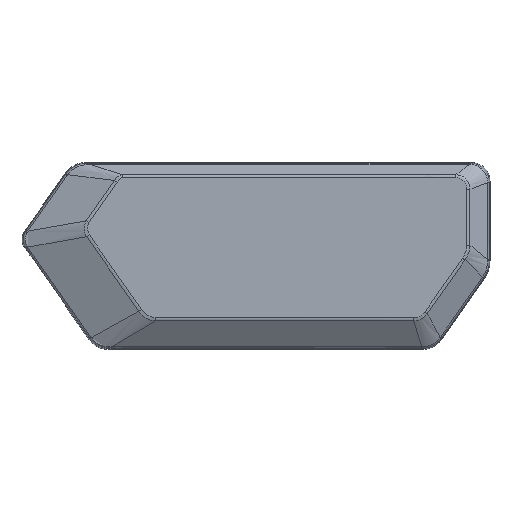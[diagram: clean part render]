
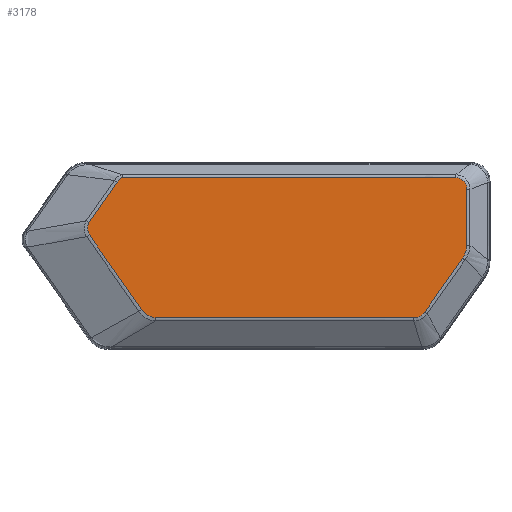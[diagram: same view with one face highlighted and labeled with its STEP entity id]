
A CAD part, front view. The second image highlights one B-rep face of the part: STEP entity #3178.
In plain terms, the highlighted planar face has unit normal (0, -1, 0).
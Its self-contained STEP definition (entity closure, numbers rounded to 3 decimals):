
#504=PLANE('',#3378);
#625=FACE_OUTER_BOUND('',#827,.T.);
#827=EDGE_LOOP('',(#2482,#2483,#2484,#2485,#2486,#2487,#2488,#2489,#2490,
#2491,#2492,#2493));
#1005=B_SPLINE_CURVE_WITH_KNOTS('',3,(#5723,#5724,#5725,#5726),
 .UNSPECIFIED.,.F.,.F.,(4,4),(-0.01,1.192),
 .UNSPECIFIED.);
#1010=B_SPLINE_CURVE_WITH_KNOTS('',3,(#5768,#5769,#5770,#5771),
 .UNSPECIFIED.,.F.,.F.,(4,4),(1.192,1.49),
 .UNSPECIFIED.);
#1013=B_SPLINE_CURVE_WITH_KNOTS('',3,(#5798,#5799,#5800,#5801),
 .UNSPECIFIED.,.F.,.F.,(4,4),(1.49,2.904),
 .UNSPECIFIED.);
#1016=B_SPLINE_CURVE_WITH_KNOTS('',3,(#5828,#5829,#5830,#5831),
 .UNSPECIFIED.,.F.,.F.,(4,4),(2.904,3.182),
 .UNSPECIFIED.);
#1019=B_SPLINE_CURVE_WITH_KNOTS('',3,(#5888,#5889,#5890,#5891,#5892,#5893,
#5894,#5895,#5896,#5897),.UNSPECIFIED.,.F.,.F.,(4,1,1,1,1,1,1,4),(3.182,
5.558,7.142,7.934,8.331,8.529,
8.628,8.727),.UNSPECIFIED.);
#1022=B_SPLINE_CURVE_WITH_KNOTS('',3,(#5934,#5935,#5936,#5937,#5938,#5939),
 .UNSPECIFIED.,.F.,.F.,(4,1,1,4),(8.727,8.831,8.883,
9.09),.UNSPECIFIED.);
#1025=B_SPLINE_CURVE_WITH_KNOTS('',3,(#5986,#5987,#5988,#5989,#5990,#5991,
#5992,#5993),.UNSPECIFIED.,.F.,.F.,(4,1,1,1,1,4),(9.09,9.928,
10.486,10.765,10.905,11.045),
 .UNSPECIFIED.);
#1028=B_SPLINE_CURVE_WITH_KNOTS('',3,(#6030,#6031,#6032,#6033,#6034,#6035),
 .UNSPECIFIED.,.F.,.F.,(4,1,1,4),(11.045,11.169,11.251,
11.334),.UNSPECIFIED.);
#1031=B_SPLINE_CURVE_WITH_KNOTS('',3,(#6102,#6103,#6104,#6105,#6106,#6107,
#6108,#6109,#6110,#6111,#6112,#6113),.UNSPECIFIED.,.F.,.F.,(4,1,1,1,1,1,
1,1,1,4),(11.334,11.353,11.372,11.485,
11.636,11.787,12.088,12.239,12.277,
12.39),.UNSPECIFIED.);
#1034=B_SPLINE_CURVE_WITH_KNOTS('',3,(#6175,#6176,#6177,#6178,#6179,#6180,
#6181,#6182,#6183),.UNSPECIFIED.,.F.,.F.,(4,1,1,1,1,1,4),(12.39,
12.47,12.496,12.523,12.549,12.563,
12.576),.UNSPECIFIED.);
#1037=B_SPLINE_CURVE_WITH_KNOTS('',3,(#6269,#6270,#6271,#6272,#6273,#6274,
#6275,#6276,#6277,#6278,#6279,#6280,#6281),.UNSPECIFIED.,.F.,.F.,(4,1,1,
1,1,1,1,1,1,1,4),(12.576,12.64,12.704,12.831,
13.087,13.597,14.618,16.661,18.704,
19.214,19.725),.UNSPECIFIED.);
#1039=B_SPLINE_CURVE_WITH_KNOTS('',3,(#6312,#6313,#6314,#6315,#6316),
 .UNSPECIFIED.,.F.,.F.,(4,1,4),(19.725,19.887,20.102),
 .UNSPECIFIED.);
#1372=VERTEX_POINT('',#5716);
#1373=VERTEX_POINT('',#5722);
#1375=VERTEX_POINT('',#5757);
#1377=VERTEX_POINT('',#5788);
#1379=VERTEX_POINT('',#5818);
#1381=VERTEX_POINT('',#5872);
#1383=VERTEX_POINT('',#5922);
#1385=VERTEX_POINT('',#5972);
#1387=VERTEX_POINT('',#6018);
#1389=VERTEX_POINT('',#6084);
#1391=VERTEX_POINT('',#6159);
#1393=VERTEX_POINT('',#6249);
#1745=EDGE_CURVE('',#1372,#1373,#1005,.T.);
#1750=EDGE_CURVE('',#1373,#1375,#1010,.T.);
#1753=EDGE_CURVE('',#1375,#1377,#1013,.T.);
#1756=EDGE_CURVE('',#1377,#1379,#1016,.T.);
#1759=EDGE_CURVE('',#1379,#1381,#1019,.T.);
#1762=EDGE_CURVE('',#1381,#1383,#1022,.T.);
#1765=EDGE_CURVE('',#1383,#1385,#1025,.T.);
#1768=EDGE_CURVE('',#1385,#1387,#1028,.T.);
#1771=EDGE_CURVE('',#1387,#1389,#1031,.T.);
#1774=EDGE_CURVE('',#1389,#1391,#1034,.T.);
#1777=EDGE_CURVE('',#1391,#1393,#1037,.T.);
#1779=EDGE_CURVE('',#1393,#1372,#1039,.T.);
#2482=ORIENTED_EDGE('',*,*,#1745,.F.);
#2483=ORIENTED_EDGE('',*,*,#1779,.F.);
#2484=ORIENTED_EDGE('',*,*,#1777,.F.);
#2485=ORIENTED_EDGE('',*,*,#1774,.F.);
#2486=ORIENTED_EDGE('',*,*,#1771,.F.);
#2487=ORIENTED_EDGE('',*,*,#1768,.F.);
#2488=ORIENTED_EDGE('',*,*,#1765,.F.);
#2489=ORIENTED_EDGE('',*,*,#1762,.F.);
#2490=ORIENTED_EDGE('',*,*,#1759,.F.);
#2491=ORIENTED_EDGE('',*,*,#1756,.F.);
#2492=ORIENTED_EDGE('',*,*,#1753,.F.);
#2493=ORIENTED_EDGE('',*,*,#1750,.F.);
#3178=ADVANCED_FACE('',(#625),#504,.F.);
#3378=AXIS2_PLACEMENT_3D('',#6431,#3738,#3739);
#3738=DIRECTION('center_axis',(0.,1.,0.));
#3739=DIRECTION('ref_axis',(0.,0.,1.));
#5716=CARTESIAN_POINT('',(84.579,-8.7,-5.721));
#5722=CARTESIAN_POINT('',(84.579,-8.7,-17.743));
#5723=CARTESIAN_POINT('Ctrl Pts',(84.579,-8.7,-5.721));
#5724=CARTESIAN_POINT('Ctrl Pts',(84.579,-8.7,-9.743));
#5725=CARTESIAN_POINT('Ctrl Pts',(84.579,-8.7,-13.73));
#5726=CARTESIAN_POINT('Ctrl Pts',(84.579,-8.7,-17.743));
#5757=CARTESIAN_POINT('',(83.633,-8.7,-20.511));
#5768=CARTESIAN_POINT('Ctrl Pts',(84.579,-8.7,-17.743));
#5769=CARTESIAN_POINT('Ctrl Pts',(84.541,-8.7,-18.731));
#5770=CARTESIAN_POINT('Ctrl Pts',(84.208,-8.7,-19.705));
#5771=CARTESIAN_POINT('Ctrl Pts',(83.633,-8.7,-20.511));
#5788=CARTESIAN_POINT('',(75.522,-8.7,-32.095));
#5798=CARTESIAN_POINT('Ctrl Pts',(83.633,-8.7,-20.511));
#5799=CARTESIAN_POINT('Ctrl Pts',(80.929,-8.7,-24.374));
#5800=CARTESIAN_POINT('Ctrl Pts',(78.237,-8.7,-28.218));
#5801=CARTESIAN_POINT('Ctrl Pts',(75.522,-8.7,-32.095));
#5818=CARTESIAN_POINT('',(73.13,-8.7,-33.318));
#5828=CARTESIAN_POINT('Ctrl Pts',(75.522,-8.7,-32.095));
#5829=CARTESIAN_POINT('Ctrl Pts',(74.959,-8.7,-32.829));
#5830=CARTESIAN_POINT('Ctrl Pts',(74.055,-8.7,-33.291));
#5831=CARTESIAN_POINT('Ctrl Pts',(73.13,-8.7,-33.318));
#5872=CARTESIAN_POINT('',(17.68,-8.7,-33.318));
#5888=CARTESIAN_POINT('Ctrl Pts',(73.13,-8.7,-33.318));
#5889=CARTESIAN_POINT('Ctrl Pts',(65.189,-8.7,-33.318));
#5890=CARTESIAN_POINT('Ctrl Pts',(52.018,-8.7,-33.318));
#5891=CARTESIAN_POINT('Ctrl Pts',(36.163,-8.7,-33.318));
#5892=CARTESIAN_POINT('Ctrl Pts',(26.93,-8.7,-33.318));
#5893=CARTESIAN_POINT('Ctrl Pts',(22.309,-8.7,-33.318));
#5894=CARTESIAN_POINT('Ctrl Pts',(20.003,-8.7,-33.318));
#5895=CARTESIAN_POINT('Ctrl Pts',(18.679,-8.7,-33.318));
#5896=CARTESIAN_POINT('Ctrl Pts',(18.027,-8.7,-33.318));
#5897=CARTESIAN_POINT('Ctrl Pts',(17.68,-8.7,-33.318));
#5922=CARTESIAN_POINT('',(14.769,-8.7,-31.533));
#5934=CARTESIAN_POINT('Ctrl Pts',(17.68,-8.7,-33.318));
#5935=CARTESIAN_POINT('Ctrl Pts',(17.351,-8.7,-33.272));
#5936=CARTESIAN_POINT('Ctrl Pts',(16.885,-8.7,-33.153));
#5937=CARTESIAN_POINT('Ctrl Pts',(15.822,-8.7,-32.681));
#5938=CARTESIAN_POINT('Ctrl Pts',(15.161,-8.7,-32.104));
#5939=CARTESIAN_POINT('Ctrl Pts',(14.769,-8.7,-31.533));
#5972=CARTESIAN_POINT('',(3.559,-8.7,-15.524));
#5986=CARTESIAN_POINT('Ctrl Pts',(14.769,-8.7,-31.533));
#5987=CARTESIAN_POINT('Ctrl Pts',(13.166,-8.7,-29.244));
#5988=CARTESIAN_POINT('Ctrl Pts',(10.501,-8.7,-25.438));
#5989=CARTESIAN_POINT('Ctrl Pts',(7.295,-8.7,-20.859));
#5990=CARTESIAN_POINT('Ctrl Pts',(5.432,-8.7,-18.199));
#5991=CARTESIAN_POINT('Ctrl Pts',(4.361,-8.7,-16.669));
#5992=CARTESIAN_POINT('Ctrl Pts',(3.833,-8.7,-15.915));
#5993=CARTESIAN_POINT('Ctrl Pts',(3.559,-8.7,-15.524));
#6018=CARTESIAN_POINT('',(3.465,-8.7,-12.886));
#6030=CARTESIAN_POINT('Ctrl Pts',(3.559,-8.7,-15.524));
#6031=CARTESIAN_POINT('Ctrl Pts',(3.352,-8.7,-15.182));
#6032=CARTESIAN_POINT('Ctrl Pts',(3.125,-8.7,-14.515));
#6033=CARTESIAN_POINT('Ctrl Pts',(3.19,-8.7,-13.551));
#6034=CARTESIAN_POINT('Ctrl Pts',(3.359,-8.7,-13.099));
#6035=CARTESIAN_POINT('Ctrl Pts',(3.465,-8.7,-12.886));
#6084=CARTESIAN_POINT('',(9.524,-8.7,-4.232));
#6102=CARTESIAN_POINT('Ctrl Pts',(3.465,-8.7,-12.886));
#6103=CARTESIAN_POINT('Ctrl Pts',(3.503,-8.7,-12.83));
#6104=CARTESIAN_POINT('Ctrl Pts',(3.569,-8.7,-12.737));
#6105=CARTESIAN_POINT('Ctrl Pts',(3.874,-8.7,-12.301));
#6106=CARTESIAN_POINT('Ctrl Pts',(4.393,-8.7,-11.56));
#6107=CARTESIAN_POINT('Ctrl Pts',(5.202,-8.7,-10.404));
#6108=CARTESIAN_POINT('Ctrl Pts',(6.345,-8.7,-8.771));
#6109=CARTESIAN_POINT('Ctrl Pts',(7.506,-8.7,-7.114));
#6110=CARTESIAN_POINT('Ctrl Pts',(8.437,-8.7,-5.785));
#6111=CARTESIAN_POINT('Ctrl Pts',(9.019,-8.7,-4.954));
#6112=CARTESIAN_POINT('Ctrl Pts',(9.299,-8.7,-4.554));
#6113=CARTESIAN_POINT('Ctrl Pts',(9.524,-8.7,-4.232));
#6159=CARTESIAN_POINT('',(10.724,-8.7,-3.222));
#6175=CARTESIAN_POINT('Ctrl Pts',(9.524,-8.7,-4.232));
#6176=CARTESIAN_POINT('Ctrl Pts',(9.652,-8.7,-4.008));
#6177=CARTESIAN_POINT('Ctrl Pts',(9.853,-8.7,-3.771));
#6178=CARTESIAN_POINT('Ctrl Pts',(10.148,-8.7,-3.531));
#6179=CARTESIAN_POINT('Ctrl Pts',(10.335,-8.7,-3.408));
#6180=CARTESIAN_POINT('Ctrl Pts',(10.495,-8.7,-3.32));
#6181=CARTESIAN_POINT('Ctrl Pts',(10.642,-8.7,-3.254));
#6182=CARTESIAN_POINT('Ctrl Pts',(10.686,-8.7,-3.236));
#6183=CARTESIAN_POINT('Ctrl Pts',(10.724,-8.7,-3.222));
#6249=CARTESIAN_POINT('',(82.219,-8.7,-3.222));
#6269=CARTESIAN_POINT('Ctrl Pts',(10.724,-8.7,-3.222));
#6270=CARTESIAN_POINT('Ctrl Pts',(10.925,-8.7,-3.222));
#6271=CARTESIAN_POINT('Ctrl Pts',(11.358,-8.7,-3.222));
#6272=CARTESIAN_POINT('Ctrl Pts',(12.206,-8.7,-3.222));
#6273=CARTESIAN_POINT('Ctrl Pts',(13.699,-8.7,-3.222));
#6274=CARTESIAN_POINT('Ctrl Pts',(16.677,-8.7,-3.222));
#6275=CARTESIAN_POINT('Ctrl Pts',(22.641,-8.7,-3.222));
#6276=CARTESIAN_POINT('Ctrl Pts',(34.553,-8.7,-3.222));
#6277=CARTESIAN_POINT('Ctrl Pts',(51.582,-8.7,-3.222));
#6278=CARTESIAN_POINT('Ctrl Pts',(66.894,-8.7,-3.222));
#6279=CARTESIAN_POINT('Ctrl Pts',(77.111,-8.7,-3.222));
#6280=CARTESIAN_POINT('Ctrl Pts',(80.507,-8.7,-3.222));
#6281=CARTESIAN_POINT('Ctrl Pts',(82.219,-8.7,-3.222));
#6312=CARTESIAN_POINT('Ctrl Pts',(82.219,-8.7,-3.222));
#6313=CARTESIAN_POINT('Ctrl Pts',(82.753,-8.7,-3.267));
#6314=CARTESIAN_POINT('Ctrl Pts',(83.96,-8.7,-3.776));
#6315=CARTESIAN_POINT('Ctrl Pts',(84.554,-8.7,-5.004));
#6316=CARTESIAN_POINT('Ctrl Pts',(84.579,-8.7,-5.721));
#6431=CARTESIAN_POINT('Origin',(45.3,-8.7,-17.247));
